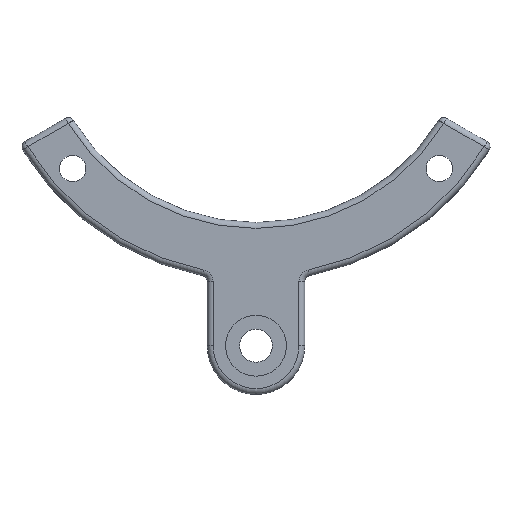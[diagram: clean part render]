
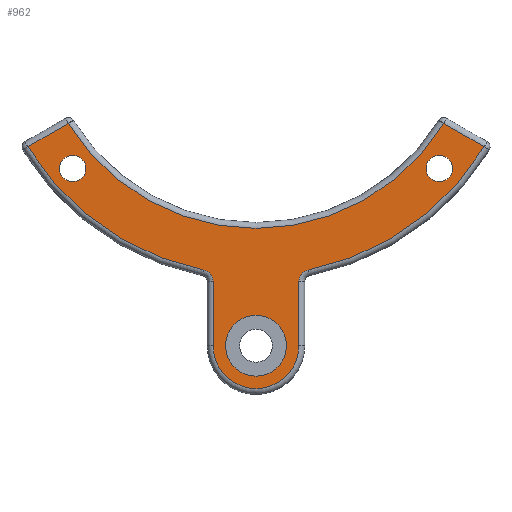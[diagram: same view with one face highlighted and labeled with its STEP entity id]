
A CAD part, top view. The second image highlights one B-rep face of the part: STEP entity #962.
In plain terms, the highlighted planar face has unit normal (0, 0, 1).
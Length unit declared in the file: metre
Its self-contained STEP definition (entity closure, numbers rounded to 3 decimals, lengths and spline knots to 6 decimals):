
#110=LINE('',#1691,#154);
#111=LINE('',#1695,#155);
#112=LINE('',#1701,#156);
#113=LINE('',#1705,#157);
#154=VECTOR('',#1297,1.);
#155=VECTOR('',#1300,1.);
#156=VECTOR('',#1305,1.);
#157=VECTOR('',#1308,1.);
#225=ORIENTED_EDGE('',*,*,#513,.F.);
#226=ORIENTED_EDGE('',*,*,#514,.T.);
#227=ORIENTED_EDGE('',*,*,#515,.T.);
#228=ORIENTED_EDGE('',*,*,#516,.T.);
#229=ORIENTED_EDGE('',*,*,#517,.T.);
#230=ORIENTED_EDGE('',*,*,#518,.T.);
#231=ORIENTED_EDGE('',*,*,#519,.F.);
#232=ORIENTED_EDGE('',*,*,#520,.T.);
#233=ORIENTED_EDGE('',*,*,#521,.T.);
#234=ORIENTED_EDGE('',*,*,#522,.T.);
#235=ORIENTED_EDGE('',*,*,#523,.T.);
#236=ORIENTED_EDGE('',*,*,#524,.T.);
#237=ORIENTED_EDGE('',*,*,#525,.T.);
#513=EDGE_CURVE('',#656,#657,#709,.T.);
#514=EDGE_CURVE('',#656,#658,#710,.T.);
#515=EDGE_CURVE('',#658,#659,#110,.F.);
#516=EDGE_CURVE('',#659,#660,#711,.F.);
#517=EDGE_CURVE('',#660,#661,#111,.F.);
#518=EDGE_CURVE('',#661,#662,#712,.T.);
#519=EDGE_CURVE('',#663,#662,#713,.T.);
#520=EDGE_CURVE('',#663,#664,#112,.T.);
#521=EDGE_CURVE('',#664,#665,#714,.T.);
#522=EDGE_CURVE('',#665,#657,#113,.T.);
#523=EDGE_CURVE('',#666,#666,#715,.T.);
#524=EDGE_CURVE('',#667,#667,#716,.T.);
#525=EDGE_CURVE('',#668,#668,#717,.T.);
#656=VERTEX_POINT('',#1687);
#657=VERTEX_POINT('',#1688);
#658=VERTEX_POINT('',#1690);
#659=VERTEX_POINT('',#1692);
#660=VERTEX_POINT('',#1694);
#661=VERTEX_POINT('',#1696);
#662=VERTEX_POINT('',#1698);
#663=VERTEX_POINT('',#1700);
#664=VERTEX_POINT('',#1702);
#665=VERTEX_POINT('',#1704);
#666=VERTEX_POINT('',#1707);
#667=VERTEX_POINT('',#1709);
#668=VERTEX_POINT('',#1711);
#709=CIRCLE('',#1069,0.001524);
#710=CIRCLE('',#1070,0.034798);
#711=CIRCLE('',#1071,0.028702);
#712=CIRCLE('',#1072,0.034798);
#713=CIRCLE('',#1073,0.001524);
#714=CIRCLE('',#1074,0.005588);
#715=CIRCLE('',#1075,0.001727);
#716=CIRCLE('',#1076,0.001727);
#717=CIRCLE('',#1077,0.003969);
#789=EDGE_LOOP('',(#225,#226,#227,#228,#229,#230,#231,#232,#233,#234));
#790=EDGE_LOOP('',(#235));
#791=EDGE_LOOP('',(#236));
#792=EDGE_LOOP('',(#237));
#871=FACE_BOUND('',#789,.T.);
#872=FACE_BOUND('',#790,.T.);
#873=FACE_BOUND('',#791,.T.);
#874=FACE_BOUND('',#792,.T.);
#946=PLANE('',#1068);
#962=ADVANCED_FACE('',(#871,#872,#873,#874),#946,.T.);
#1068=AXIS2_PLACEMENT_3D('',#1685,#1291,#1292);
#1069=AXIS2_PLACEMENT_3D('',#1686,#1293,#1294);
#1070=AXIS2_PLACEMENT_3D('',#1689,#1295,#1296);
#1071=AXIS2_PLACEMENT_3D('',#1693,#1298,#1299);
#1072=AXIS2_PLACEMENT_3D('',#1697,#1301,#1302);
#1073=AXIS2_PLACEMENT_3D('',#1699,#1303,#1304);
#1074=AXIS2_PLACEMENT_3D('',#1703,#1306,#1307);
#1075=AXIS2_PLACEMENT_3D('',#1706,#1309,#1310);
#1076=AXIS2_PLACEMENT_3D('',#1708,#1311,#1312);
#1077=AXIS2_PLACEMENT_3D('',#1710,#1313,#1314);
#1291=DIRECTION('',(0.,0.,1.));
#1292=DIRECTION('',(1.,0.,0.));
#1293=DIRECTION('',(0.,0.,1.));
#1294=DIRECTION('',(1.,0.,0.));
#1295=DIRECTION('',(0.,0.,1.));
#1296=DIRECTION('',(1.,0.,0.));
#1297=DIRECTION('',(0.866,-0.5,0.));
#1298=DIRECTION('',(0.,0.,1.));
#1299=DIRECTION('',(1.,0.,0.));
#1300=DIRECTION('',(0.866,0.5,0.));
#1301=DIRECTION('',(0.,0.,1.));
#1302=DIRECTION('',(1.,0.,0.));
#1303=DIRECTION('',(0.,0.,1.));
#1304=DIRECTION('',(1.,0.,0.));
#1305=DIRECTION('',(0.,-1.,0.));
#1306=DIRECTION('',(0.,0.,1.));
#1307=DIRECTION('',(1.,0.,0.));
#1308=DIRECTION('',(0.,1.,0.));
#1309=DIRECTION('',(0.,0.,-1.));
#1310=DIRECTION('',(-1.,0.,0.));
#1311=DIRECTION('',(0.,0.,-1.));
#1312=DIRECTION('',(-1.,0.,0.));
#1313=DIRECTION('',(0.,0.,-1.));
#1314=DIRECTION('',(-1.,0.,0.));
#1685=CARTESIAN_POINT('',(0.,-0.008026,0.003175));
#1686=CARTESIAN_POINT('',(0.007112,-0.035619,0.003175));
#1687=CARTESIAN_POINT('',(0.006814,-0.034124,0.003175));
#1688=CARTESIAN_POINT('',(0.005588,-0.035619,0.003175));
#1689=CARTESIAN_POINT('',(0.,0.,0.003175));
#1690=CARTESIAN_POINT('',(0.029748,-0.018055,0.003175));
#1691=CARTESIAN_POINT('',(0.003095,-0.002667,0.003175));
#1692=CARTESIAN_POINT('',(0.024467,-0.015006,0.003175));
#1693=CARTESIAN_POINT('',(0.,0.,0.003175));
#1694=CARTESIAN_POINT('',(-0.024467,-0.015006,0.003175));
#1695=CARTESIAN_POINT('',(-0.003095,-0.002667,0.003175));
#1696=CARTESIAN_POINT('',(-0.029748,-0.018055,0.003175));
#1697=CARTESIAN_POINT('',(0.,0.,0.003175));
#1698=CARTESIAN_POINT('',(-0.006814,-0.034124,0.003175));
#1699=CARTESIAN_POINT('',(-0.007112,-0.035619,0.003175));
#1700=CARTESIAN_POINT('',(-0.005588,-0.035619,0.003175));
#1701=CARTESIAN_POINT('',(-0.005588,-0.043993,0.003175));
#1702=CARTESIAN_POINT('',(-0.005588,-0.043993,0.003175));
#1703=CARTESIAN_POINT('',(0.,-0.043993,0.003175));
#1704=CARTESIAN_POINT('',(0.005588,-0.043993,0.003175));
#1705=CARTESIAN_POINT('',(0.005588,-0.034988,0.003175));
#1706=CARTESIAN_POINT('',(-0.023907,-0.020893,0.003175));
#1707=CARTESIAN_POINT('',(-0.025635,-0.020893,0.003175));
#1708=CARTESIAN_POINT('',(0.023907,-0.020893,0.003175));
#1709=CARTESIAN_POINT('',(0.02218,-0.020893,0.003175));
#1710=CARTESIAN_POINT('',(0.,-0.043993,0.003175));
#1711=CARTESIAN_POINT('',(-0.003969,-0.043993,0.003175));
